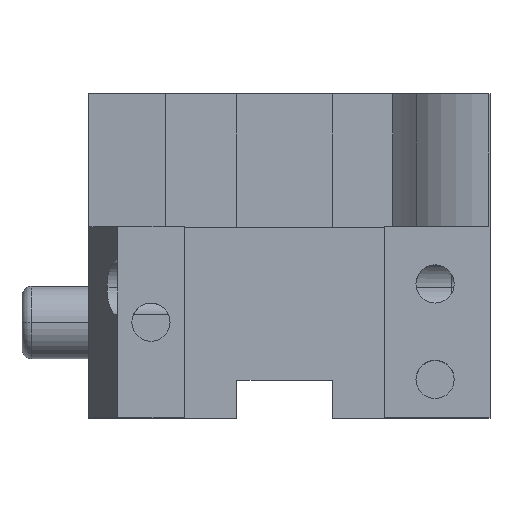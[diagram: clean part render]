
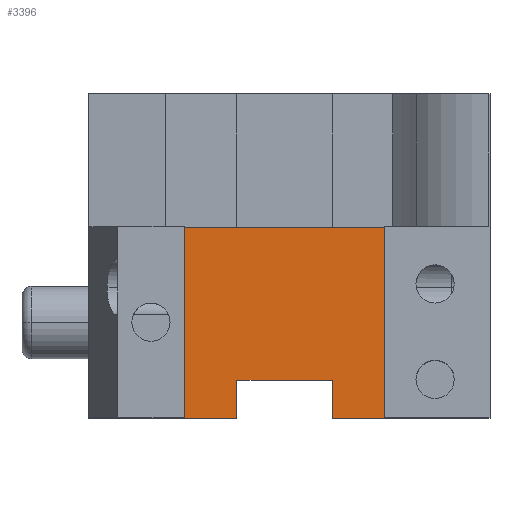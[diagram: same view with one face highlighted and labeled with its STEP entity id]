
A CAD part, top view. The second image highlights one B-rep face of the part: STEP entity #3396.
In plain terms, the highlighted planar face has unit normal (0, 0, 1).
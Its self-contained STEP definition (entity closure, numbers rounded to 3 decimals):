
#7 = CARTESIAN_POINT ( 'NONE',  ( -67.5, 4., -4. ) ) ;
#29 = DIRECTION ( 'NONE',  ( 1., 0., 0. ) ) ;
#30 = DIRECTION ( 'NONE',  ( 0., -1., 0. ) ) ;
#31 = ORIENTED_EDGE ( 'NONE', *, *, #2103, .T. ) ;
#125 = EDGE_LOOP ( 'NONE', ( #733, #1365, #3605, #387, #31, #1739, #2181, #2797, #1208, #797, #2316, #1622 ) ) ;
#148 = DIRECTION ( 'NONE',  ( -1., 0., 0. ) ) ;
#166 = VECTOR ( 'NONE', #148, 1000. ) ;
#189 = CARTESIAN_POINT ( 'NONE',  ( -73., 13., -4. ) ) ;
#300 = LINE ( 'NONE', #1142, #3427 ) ;
#315 = CARTESIAN_POINT ( 'NONE',  ( -67.5, 4., -4. ) ) ;
#387 = ORIENTED_EDGE ( 'NONE', *, *, #644, .T. ) ;
#484 = LINE ( 'NONE', #789, #2291 ) ;
#513 = CARTESIAN_POINT ( 'NONE',  ( -40.999, 7., -4. ) ) ;
#547 = LINE ( 'NONE', #2720, #2052 ) ;
#577 = LINE ( 'NONE', #1452, #3128 ) ;
#644 = EDGE_CURVE ( 'NONE', #3120, #3542, #547, .T. ) ;
#684 = DIRECTION ( 'NONE',  ( 1., 0., 0. ) ) ;
#697 = CARTESIAN_POINT ( 'NONE',  ( -67.5, 0., -4. ) ) ;
#721 = LINE ( 'NONE', #794, #3449 ) ;
#733 = ORIENTED_EDGE ( 'NONE', *, *, #2377, .F. ) ;
#767 = VERTEX_POINT ( 'NONE', #1304 ) ;
#789 = CARTESIAN_POINT ( 'NONE',  ( -52., 0., -4. ) ) ;
#794 = CARTESIAN_POINT ( 'NONE',  ( -83., 13., -4. ) ) ;
#797 = ORIENTED_EDGE ( 'NONE', *, *, #2530, .F. ) ;
#899 = CARTESIAN_POINT ( 'NONE',  ( -57.5, 4., -4. ) ) ;
#1007 = VERTEX_POINT ( 'NONE', #315 ) ;
#1142 = CARTESIAN_POINT ( 'NONE',  ( -73., 20., -4. ) ) ;
#1174 = LINE ( 'NONE', #3145, #2261 ) ;
#1200 = DIRECTION ( 'NONE',  ( 0., -1., 0. ) ) ;
#1208 = ORIENTED_EDGE ( 'NONE', *, *, #1275, .F. ) ;
#1275 = EDGE_CURVE ( 'NONE', #3450, #3019, #484, .T. ) ;
#1277 = CARTESIAN_POINT ( 'NONE',  ( -52., 20., -4. ) ) ;
#1286 = VERTEX_POINT ( 'NONE', #2435 ) ;
#1289 = DIRECTION ( 'NONE',  ( -1., 0., 0. ) ) ;
#1297 = VERTEX_POINT ( 'NONE', #899 ) ;
#1299 = VECTOR ( 'NONE', #29, 1000. ) ;
#1304 = CARTESIAN_POINT ( 'NONE',  ( -73., 7., -4. ) ) ;
#1308 = CARTESIAN_POINT ( 'NONE',  ( -52., 20., -4. ) ) ;
#1325 = CARTESIAN_POINT ( 'NONE',  ( -52., 20., -4. ) ) ;
#1365 = ORIENTED_EDGE ( 'NONE', *, *, #3235, .F. ) ;
#1452 = CARTESIAN_POINT ( 'NONE',  ( -52., 20., -4. ) ) ;
#1486 = LINE ( 'NONE', #7, #1861 ) ;
#1539 = VERTEX_POINT ( 'NONE', #3591 ) ;
#1562 = DIRECTION ( 'NONE',  ( 0., 1., 0. ) ) ;
#1622 = ORIENTED_EDGE ( 'NONE', *, *, #2849, .T. ) ;
#1678 = LINE ( 'NONE', #1691, #1299 ) ;
#1691 = CARTESIAN_POINT ( 'NONE',  ( -57.5, 4., -4. ) ) ;
#1739 = ORIENTED_EDGE ( 'NONE', *, *, #3573, .F. ) ;
#1853 = CARTESIAN_POINT ( 'NONE',  ( -52., 0., -4. ) ) ;
#1861 = VECTOR ( 'NONE', #1200, 1000. ) ;
#1863 = VECTOR ( 'NONE', #2928, 1000. ) ;
#1901 = CARTESIAN_POINT ( 'NONE',  ( -73., 20., -4. ) ) ;
#2002 = DIRECTION ( 'NONE',  ( -1., 0., 0. ) ) ;
#2036 = VECTOR ( 'NONE', #1289, 1000. ) ;
#2047 = EDGE_CURVE ( 'NONE', #1007, #1297, #1678, .T. ) ;
#2052 = VECTOR ( 'NONE', #3297, 1000. ) ;
#2071 = CARTESIAN_POINT ( 'NONE',  ( -73., 0., -4. ) ) ;
#2080 = DIRECTION ( 'NONE',  ( 0., 0., -1. ) ) ;
#2103 = EDGE_CURVE ( 'NONE', #3542, #1286, #2264, .T. ) ;
#2181 = ORIENTED_EDGE ( 'NONE', *, *, #3554, .F. ) ;
#2227 = CARTESIAN_POINT ( 'NONE',  ( -83., 7., -4. ) ) ;
#2261 = VECTOR ( 'NONE', #2527, 1000. ) ;
#2264 = LINE ( 'NONE', #2480, #3355 ) ;
#2291 = VECTOR ( 'NONE', #3026, 1000. ) ;
#2299 = DIRECTION ( 'NONE',  ( 0., -1., 0. ) ) ;
#2316 = ORIENTED_EDGE ( 'NONE', *, *, #2047, .T. ) ;
#2341 = EDGE_CURVE ( 'NONE', #2398, #3120, #3539, .T. ) ;
#2343 = CARTESIAN_POINT ( 'NONE',  ( -52., 0., -4. ) ) ;
#2377 = EDGE_CURVE ( 'NONE', #2685, #1539, #3497, .T. ) ;
#2398 = VERTEX_POINT ( 'NONE', #1325 ) ;
#2435 = CARTESIAN_POINT ( 'NONE',  ( -83., 13., -4. ) ) ;
#2480 = CARTESIAN_POINT ( 'NONE',  ( -40.999, 13., -4. ) ) ;
#2527 = DIRECTION ( 'NONE',  ( 0., -1., 0. ) ) ;
#2530 = EDGE_CURVE ( 'NONE', #1007, #3450, #1486, .T. ) ;
#2685 = VERTEX_POINT ( 'NONE', #2343 ) ;
#2720 = CARTESIAN_POINT ( 'NONE',  ( -73., 20., -4. ) ) ;
#2797 = ORIENTED_EDGE ( 'NONE', *, *, #3307, .T. ) ;
#2849 = EDGE_CURVE ( 'NONE', #1297, #1539, #1174, .T. ) ;
#2928 = DIRECTION ( 'NONE',  ( -1., 0., 0. ) ) ;
#3019 = VERTEX_POINT ( 'NONE', #2071 ) ;
#3026 = DIRECTION ( 'NONE',  ( -1., 0., 0. ) ) ;
#3120 = VERTEX_POINT ( 'NONE', #1901 ) ;
#3128 = VECTOR ( 'NONE', #2299, 1000. ) ;
#3145 = CARTESIAN_POINT ( 'NONE',  ( -57.5, 4., -4. ) ) ;
#3156 = FACE_OUTER_BOUND ( 'NONE', #125, .T. ) ;
#3194 = PLANE ( 'NONE',  #3416 ) ;
#3235 = EDGE_CURVE ( 'NONE', #2398, #2685, #577, .T. ) ;
#3297 = DIRECTION ( 'NONE',  ( 0., -1., 0. ) ) ;
#3305 = LINE ( 'NONE', #513, #2036 ) ;
#3307 = EDGE_CURVE ( 'NONE', #767, #3019, #300, .T. ) ;
#3355 = VECTOR ( 'NONE', #2002, 1000. ) ;
#3361 = VERTEX_POINT ( 'NONE', #2227 ) ;
#3396 = ADVANCED_FACE ( 'NONE', ( #3156 ), #3194, .F. ) ;
#3416 = AXIS2_PLACEMENT_3D ( 'NONE', #1277, #2080, #684 ) ;
#3427 = VECTOR ( 'NONE', #30, 1000. ) ;
#3449 = VECTOR ( 'NONE', #1562, 1000. ) ;
#3450 = VERTEX_POINT ( 'NONE', #697 ) ;
#3497 = LINE ( 'NONE', #1853, #1863 ) ;
#3539 = LINE ( 'NONE', #1308, #166 ) ;
#3542 = VERTEX_POINT ( 'NONE', #189 ) ;
#3554 = EDGE_CURVE ( 'NONE', #767, #3361, #3305, .T. ) ;
#3573 = EDGE_CURVE ( 'NONE', #3361, #1286, #721, .T. ) ;
#3591 = CARTESIAN_POINT ( 'NONE',  ( -57.5, 0., -4. ) ) ;
#3605 = ORIENTED_EDGE ( 'NONE', *, *, #2341, .T. ) ;
